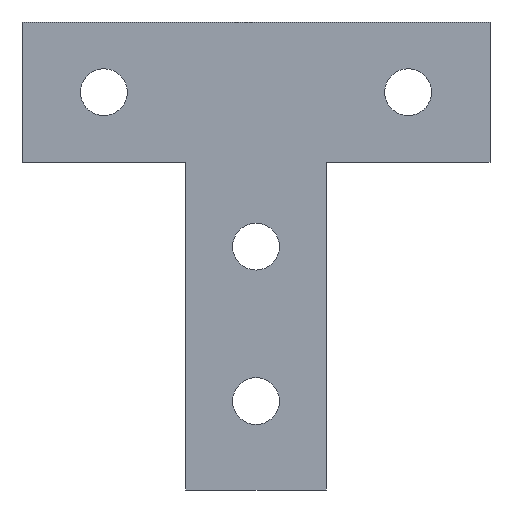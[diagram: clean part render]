
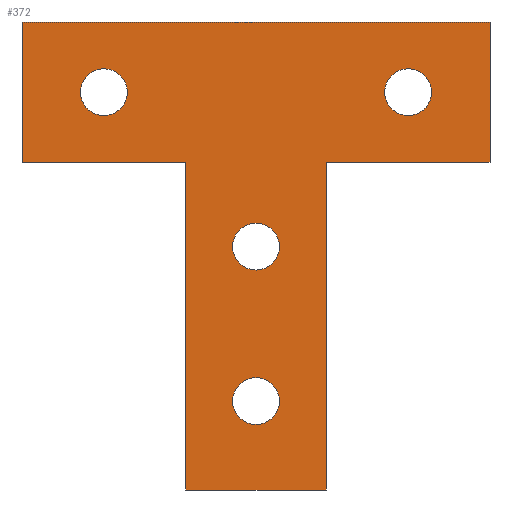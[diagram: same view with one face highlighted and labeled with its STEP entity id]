
A CAD part, front view. The second image highlights one B-rep face of the part: STEP entity #372.
In plain terms, the highlighted planar face has unit normal (0, -1, 0).
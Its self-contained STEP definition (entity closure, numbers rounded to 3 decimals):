
#8 = EDGE_CURVE ( 'NONE', #179, #454, #501, .T. ) ;
#13 = DIRECTION ( 'NONE',  ( 0., 1., 0. ) ) ;
#14 = CARTESIAN_POINT ( 'NONE',  ( 8.75, 0., -7.5 ) ) ;
#15 = AXIS2_PLACEMENT_3D ( 'NONE', #414, #309, #611 ) ;
#18 = DIRECTION ( 'NONE',  ( 0., 0., 1. ) ) ;
#25 = DIRECTION ( 'NONE',  ( 0., 1., 0. ) ) ;
#35 = ORIENTED_EDGE ( 'NONE', *, *, #257, .F. ) ;
#36 = LINE ( 'NONE', #284, #65 ) ;
#47 = DIRECTION ( 'NONE',  ( -1., 0., 0. ) ) ;
#49 = AXIS2_PLACEMENT_3D ( 'NONE', #365, #559, #561 ) ;
#50 = AXIS2_PLACEMENT_3D ( 'NONE', #72, #25, #208 ) ;
#54 = VERTEX_POINT ( 'NONE', #109 ) ;
#62 = DIRECTION ( 'NONE',  ( 0., 1., 0. ) ) ;
#63 = VERTEX_POINT ( 'NONE', #296 ) ;
#65 = VECTOR ( 'NONE', #566, 1000. ) ;
#70 = LINE ( 'NONE', #268, #409 ) ;
#72 = CARTESIAN_POINT ( 'NONE',  ( 41.25, 0., -7.5 ) ) ;
#74 = ORIENTED_EDGE ( 'NONE', *, *, #210, .T. ) ;
#78 = VERTEX_POINT ( 'NONE', #392 ) ;
#83 = FACE_BOUND ( 'NONE', #279, .T. ) ;
#89 = LINE ( 'NONE', #233, #626 ) ;
#92 = CARTESIAN_POINT ( 'NONE',  ( 41.25, 0., -10. ) ) ;
#96 = ORIENTED_EDGE ( 'NONE', *, *, #8, .F. ) ;
#102 = EDGE_CURVE ( 'NONE', #359, #508, #70, .T. ) ;
#109 = CARTESIAN_POINT ( 'NONE',  ( 25., 0., -43. ) ) ;
#110 = CARTESIAN_POINT ( 'NONE',  ( 0., 0., 0. ) ) ;
#111 = CARTESIAN_POINT ( 'NONE',  ( 41.25, 0., -7.5 ) ) ;
#118 = DIRECTION ( 'NONE',  ( 0., 0., 1. ) ) ;
#132 = ORIENTED_EDGE ( 'NONE', *, *, #213, .T. ) ;
#133 = DIRECTION ( 'NONE',  ( 0., 1., 0. ) ) ;
#136 = LINE ( 'NONE', #287, #465 ) ;
#141 = FACE_BOUND ( 'NONE', #539, .T. ) ;
#143 = DIRECTION ( 'NONE',  ( 0., 0., -1. ) ) ;
#155 = CIRCLE ( 'NONE', #226, 2.5 ) ;
#161 = CARTESIAN_POINT ( 'NONE',  ( 25., 0., -38. ) ) ;
#170 = ORIENTED_EDGE ( 'NONE', *, *, #389, .F. ) ;
#171 = CARTESIAN_POINT ( 'NONE',  ( 8.75, 0., -5. ) ) ;
#177 = CIRCLE ( 'NONE', #49, 2.5 ) ;
#178 = CARTESIAN_POINT ( 'NONE',  ( 17.5, 0., -15. ) ) ;
#179 = VERTEX_POINT ( 'NONE', #217 ) ;
#181 = CARTESIAN_POINT ( 'NONE',  ( 0., 0., 0. ) ) ;
#184 = CARTESIAN_POINT ( 'NONE',  ( 50., 0., 0. ) ) ;
#186 = CIRCLE ( 'NONE', #395, 2.5 ) ;
#191 = EDGE_LOOP ( 'NONE', ( #615, #570, #170, #96, #276, #35, #228, #355 ) ) ;
#196 = CARTESIAN_POINT ( 'NONE',  ( 17.5, 0., -15. ) ) ;
#198 = CARTESIAN_POINT ( 'NONE',  ( 50., 0., -15. ) ) ;
#200 = LINE ( 'NONE', #252, #541 ) ;
#201 = CIRCLE ( 'NONE', #50, 2.5 ) ;
#202 = VECTOR ( 'NONE', #47, 1000. ) ;
#208 = DIRECTION ( 'NONE',  ( 0., 0., 1. ) ) ;
#210 = EDGE_CURVE ( 'NONE', #458, #63, #516, .T. ) ;
#213 = EDGE_CURVE ( 'NONE', #630, #78, #177, .T. ) ;
#217 = CARTESIAN_POINT ( 'NONE',  ( 0., 0., -15. ) ) ;
#225 = VERTEX_POINT ( 'NONE', #161 ) ;
#226 = AXIS2_PLACEMENT_3D ( 'NONE', #111, #249, #118 ) ;
#228 = ORIENTED_EDGE ( 'NONE', *, *, #510, .F. ) ;
#233 = CARTESIAN_POINT ( 'NONE',  ( 50., 0., 0. ) ) ;
#249 = DIRECTION ( 'NONE',  ( 0., 1., 0. ) ) ;
#252 = CARTESIAN_POINT ( 'NONE',  ( 17.5, 0., -50. ) ) ;
#253 = CARTESIAN_POINT ( 'NONE',  ( 0., 0., -15. ) ) ;
#257 = EDGE_CURVE ( 'NONE', #323, #443, #301, .T. ) ;
#258 = ORIENTED_EDGE ( 'NONE', *, *, #304, .T. ) ;
#261 = DIRECTION ( 'NONE',  ( 0., 0., 1. ) ) ;
#268 = CARTESIAN_POINT ( 'NONE',  ( 50., 0., -15. ) ) ;
#274 = CARTESIAN_POINT ( 'NONE',  ( 41.25, 0., -5. ) ) ;
#275 = CARTESIAN_POINT ( 'NONE',  ( 17.5, 0., -50. ) ) ;
#276 = ORIENTED_EDGE ( 'NONE', *, *, #317, .F. ) ;
#279 = EDGE_LOOP ( 'NONE', ( #567, #433 ) ) ;
#281 = LINE ( 'NONE', #178, #202 ) ;
#282 = EDGE_CURVE ( 'NONE', #581, #472, #36, .T. ) ;
#284 = CARTESIAN_POINT ( 'NONE',  ( 32.5, 0., -50. ) ) ;
#287 = CARTESIAN_POINT ( 'NONE',  ( 32.5, 0., -15. ) ) ;
#291 = AXIS2_PLACEMENT_3D ( 'NONE', #181, #332, #143 ) ;
#296 = CARTESIAN_POINT ( 'NONE',  ( 25., 0., -26.5 ) ) ;
#297 = AXIS2_PLACEMENT_3D ( 'NONE', #14, #62, #306 ) ;
#301 = LINE ( 'NONE', #602, #487 ) ;
#304 = EDGE_CURVE ( 'NONE', #225, #54, #422, .T. ) ;
#306 = DIRECTION ( 'NONE',  ( 0., 0., 1. ) ) ;
#309 = DIRECTION ( 'NONE',  ( 0., 1., 0. ) ) ;
#312 = CARTESIAN_POINT ( 'NONE',  ( 32.5, 0., -15. ) ) ;
#314 = VERTEX_POINT ( 'NONE', #92 ) ;
#317 = EDGE_CURVE ( 'NONE', #443, #179, #281, .T. ) ;
#323 = VERTEX_POINT ( 'NONE', #275 ) ;
#324 = DIRECTION ( 'NONE',  ( 0., 0., 1. ) ) ;
#330 = DIRECTION ( 'NONE',  ( -1., 0., 0. ) ) ;
#331 = ORIENTED_EDGE ( 'NONE', *, *, #571, .T. ) ;
#332 = DIRECTION ( 'NONE',  ( 0., -1., 0. ) ) ;
#337 = VECTOR ( 'NONE', #387, 1000. ) ;
#349 = CARTESIAN_POINT ( 'NONE',  ( 25., 0., -21.5 ) ) ;
#351 = CARTESIAN_POINT ( 'NONE',  ( 32.5, 0., -50. ) ) ;
#353 = DIRECTION ( 'NONE',  ( -1., 0., 0. ) ) ;
#355 = ORIENTED_EDGE ( 'NONE', *, *, #282, .F. ) ;
#358 = DIRECTION ( 'NONE',  ( 0., 0., -1. ) ) ;
#359 = VERTEX_POINT ( 'NONE', #184 ) ;
#365 = CARTESIAN_POINT ( 'NONE',  ( 8.75, 0., -7.5 ) ) ;
#372 = ADVANCED_FACE ( 'NONE', ( #83, #426, #479, #141, #583 ), #620, .T. ) ;
#384 = CIRCLE ( 'NONE', #407, 2.5 ) ;
#386 = EDGE_CURVE ( 'NONE', #508, #581, #136, .T. ) ;
#387 = DIRECTION ( 'NONE',  ( 0., 0., 1. ) ) ;
#389 = EDGE_CURVE ( 'NONE', #454, #359, #89, .T. ) ;
#391 = DIRECTION ( 'NONE',  ( 0., 1., 0. ) ) ;
#392 = CARTESIAN_POINT ( 'NONE',  ( 8.75, 0., -10. ) ) ;
#394 = DIRECTION ( 'NONE',  ( 0., 0., 1. ) ) ;
#395 = AXIS2_PLACEMENT_3D ( 'NONE', #495, #13, #394 ) ;
#407 = AXIS2_PLACEMENT_3D ( 'NONE', #460, #391, #18 ) ;
#409 = VECTOR ( 'NONE', #358, 1000. ) ;
#414 = CARTESIAN_POINT ( 'NONE',  ( 25., 0., -24. ) ) ;
#422 = CIRCLE ( 'NONE', #537, 2.5 ) ;
#423 = CARTESIAN_POINT ( 'NONE',  ( 25., 0., -40.5 ) ) ;
#426 = FACE_BOUND ( 'NONE', #447, .T. ) ;
#433 = ORIENTED_EDGE ( 'NONE', *, *, #507, .T. ) ;
#440 = ORIENTED_EDGE ( 'NONE', *, *, #461, .T. ) ;
#442 = EDGE_CURVE ( 'NONE', #63, #458, #186, .T. ) ;
#443 = VERTEX_POINT ( 'NONE', #196 ) ;
#447 = EDGE_LOOP ( 'NONE', ( #258, #440 ) ) ;
#454 = VERTEX_POINT ( 'NONE', #110 ) ;
#458 = VERTEX_POINT ( 'NONE', #349 ) ;
#460 = CARTESIAN_POINT ( 'NONE',  ( 25., 0., -40.5 ) ) ;
#461 = EDGE_CURVE ( 'NONE', #54, #225, #384, .T. ) ;
#465 = VECTOR ( 'NONE', #330, 1000. ) ;
#472 = VERTEX_POINT ( 'NONE', #351 ) ;
#479 = FACE_BOUND ( 'NONE', #608, .T. ) ;
#485 = DIRECTION ( 'NONE',  ( 1., 0., 0. ) ) ;
#487 = VECTOR ( 'NONE', #261, 1000. ) ;
#488 = EDGE_CURVE ( 'NONE', #625, #314, #201, .T. ) ;
#495 = CARTESIAN_POINT ( 'NONE',  ( 25., 0., -24. ) ) ;
#501 = LINE ( 'NONE', #253, #337 ) ;
#507 = EDGE_CURVE ( 'NONE', #314, #625, #155, .T. ) ;
#508 = VERTEX_POINT ( 'NONE', #198 ) ;
#510 = EDGE_CURVE ( 'NONE', #472, #323, #200, .T. ) ;
#516 = CIRCLE ( 'NONE', #15, 2.5 ) ;
#537 = AXIS2_PLACEMENT_3D ( 'NONE', #423, #133, #324 ) ;
#539 = EDGE_LOOP ( 'NONE', ( #132, #331 ) ) ;
#541 = VECTOR ( 'NONE', #353, 1000. ) ;
#553 = CIRCLE ( 'NONE', #297, 2.5 ) ;
#559 = DIRECTION ( 'NONE',  ( 0., 1., 0. ) ) ;
#561 = DIRECTION ( 'NONE',  ( 0., 0., 1. ) ) ;
#566 = DIRECTION ( 'NONE',  ( 0., 0., -1. ) ) ;
#567 = ORIENTED_EDGE ( 'NONE', *, *, #488, .T. ) ;
#570 = ORIENTED_EDGE ( 'NONE', *, *, #102, .F. ) ;
#571 = EDGE_CURVE ( 'NONE', #78, #630, #553, .T. ) ;
#581 = VERTEX_POINT ( 'NONE', #312 ) ;
#583 = FACE_OUTER_BOUND ( 'NONE', #191, .T. ) ;
#602 = CARTESIAN_POINT ( 'NONE',  ( 17.5, 0., -50. ) ) ;
#608 = EDGE_LOOP ( 'NONE', ( #74, #621 ) ) ;
#611 = DIRECTION ( 'NONE',  ( 0., 0., 1. ) ) ;
#615 = ORIENTED_EDGE ( 'NONE', *, *, #386, .F. ) ;
#620 = PLANE ( 'NONE',  #291 ) ;
#621 = ORIENTED_EDGE ( 'NONE', *, *, #442, .T. ) ;
#625 = VERTEX_POINT ( 'NONE', #274 ) ;
#626 = VECTOR ( 'NONE', #485, 1000. ) ;
#630 = VERTEX_POINT ( 'NONE', #171 ) ;
